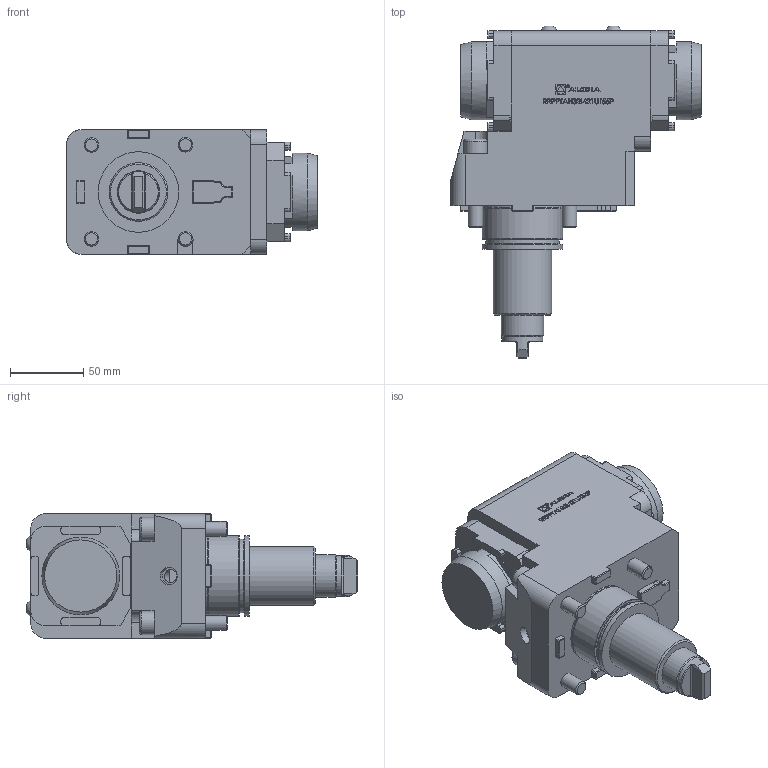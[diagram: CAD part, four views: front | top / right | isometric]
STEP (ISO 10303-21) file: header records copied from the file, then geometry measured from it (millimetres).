
FILE_DESCRIPTION (( 'STEP AP214' ), '1' );
FILE_NAME ('RRPPTAH32I421UT55P.STEP', '2025-10-16T08:46:38', ( '' ), ( '' ), 'SwSTEP 2.0', 'SolidWorks 2023', '' );
FILE_SCHEMA (( 'AUTOMOTIVE_DESIGN' ));
Length unit declared in the file: millimetre
Products named in the file (1): RRPPTAH32I421UT55P
Bounding box: 171 x 226.3 x 85 mm (x, y, z)
Volume: 1421975.6 mm3; surface area: 105226.2 mm2
Topology: 1 solids, 6 shells, 757 faces, 1953 edges, 1282 vertices
Faces by surface type: plane 508, cylinder 125, bspline 86, cone 27, torus 7, sphere 4
Full cylindrical faces by diameter (mm): 1.7 x1, 2.1 x1, 5 x2, 6.366 x1, 8.566 x2, 8.8 x1, 10 x4, 10.5 x4, 12 x3, 16 x2, 28 x1, 29 x1, 40 x1, 50.2 x1, 53 x2, 54.6 x1, 55 x2
Entity records: 31570 total; most frequent: CARTESIAN_POINT 9975, ORIENTED_EDGE 3764, DIRECTION 3325, EDGE_CURVE 1882, LINE 1369, VECTOR 1369, VERTEX_POINT 1263, AXIS2_PLACEMENT_3D 978
